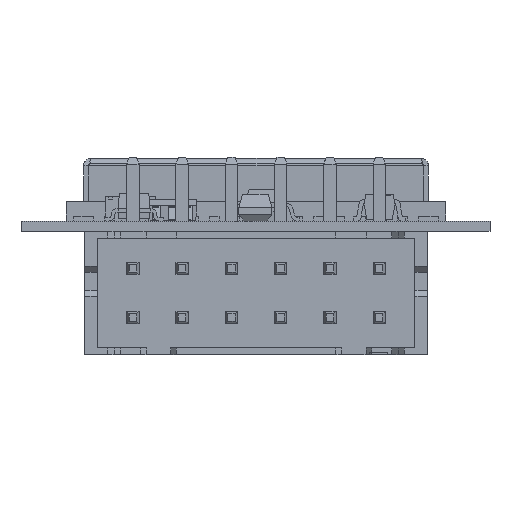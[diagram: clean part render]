
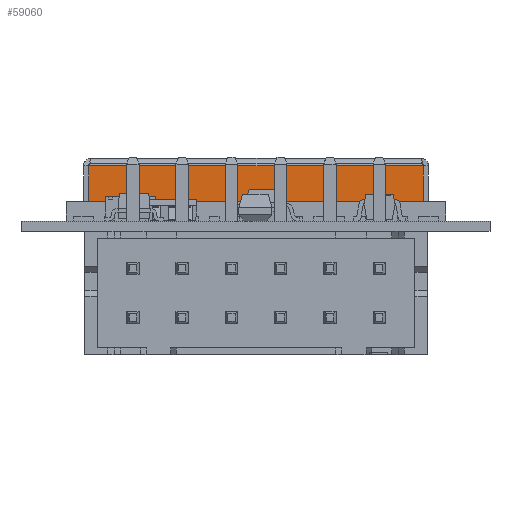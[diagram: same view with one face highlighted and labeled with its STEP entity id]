
A CAD part, front view. The second image highlights one B-rep face of the part: STEP entity #59060.
In plain terms, the highlighted face is planar.
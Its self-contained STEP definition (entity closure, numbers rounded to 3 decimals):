
#58867 = VERTEX_POINT('',#58868);
#58868 = CARTESIAN_POINT('',(6.793,2.25,7.225));
#58937 = VERTEX_POINT('',#58938);
#58938 = CARTESIAN_POINT('',(-6.793,2.25,7.225));
#59001 = EDGE_CURVE('',#58937,#58867,#59002,.T.);
#59002 = LINE('',#59003,#59004);
#59003 = CARTESIAN_POINT('',(7.,2.25,7.225));
#59004 = VECTOR('',#59005,1.);
#59005 = DIRECTION('',(1.,0.,0.));
#59036 = VERTEX_POINT('',#59037);
#59037 = CARTESIAN_POINT('',(6.793,0.8,7.225));
#59050 = EDGE_CURVE('',#58867,#59036,#59051,.T.);
#59051 = LINE('',#59052,#59053);
#59052 = CARTESIAN_POINT('',(6.793,2.35,7.225));
#59053 = VECTOR('',#59054,1.);
#59054 = DIRECTION('',(0.,-1.,0.));
#59060 = ADVANCED_FACE('',(#59061),#59079,.F.);
#59061 = FACE_BOUND('',#59062,.T.);
#59062 = EDGE_LOOP('',(#59063,#59064,#59072,#59078));
#59063 = ORIENTED_EDGE('',*,*,#59001,.F.);
#59064 = ORIENTED_EDGE('',*,*,#59065,.T.);
#59065 = EDGE_CURVE('',#58937,#59066,#59068,.T.);
#59066 = VERTEX_POINT('',#59067);
#59067 = CARTESIAN_POINT('',(-6.793,0.8,7.225));
#59068 = LINE('',#59069,#59070);
#59069 = CARTESIAN_POINT('',(-6.793,0.,7.225));
#59070 = VECTOR('',#59071,1.);
#59071 = DIRECTION('',(0.,-1.,0.));
#59072 = ORIENTED_EDGE('',*,*,#59073,.F.);
#59073 = EDGE_CURVE('',#59036,#59066,#59074,.T.);
#59074 = LINE('',#59075,#59076);
#59075 = CARTESIAN_POINT('',(7.,0.8,7.225));
#59076 = VECTOR('',#59077,1.);
#59077 = DIRECTION('',(-1.,0.,0.));
#59078 = ORIENTED_EDGE('',*,*,#59050,.F.);
#59079 = PLANE('',#59080);
#59080 = AXIS2_PLACEMENT_3D('',#59081,#59082,#59083);
#59081 = CARTESIAN_POINT('',(0.,0.,7.225
    ));
#59082 = DIRECTION('',(0.,0.,-1.));
#59083 = DIRECTION('',(0.,1.,0.));
